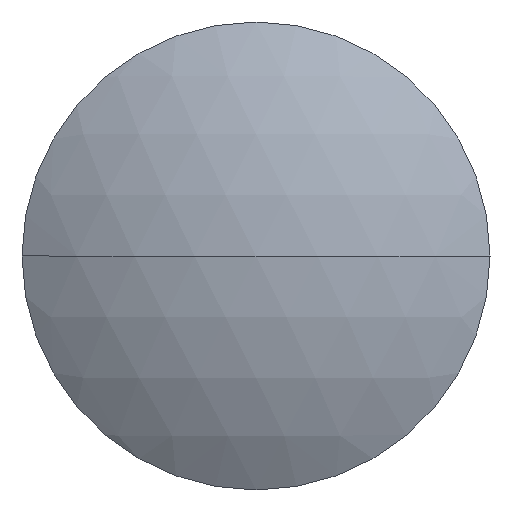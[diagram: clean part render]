
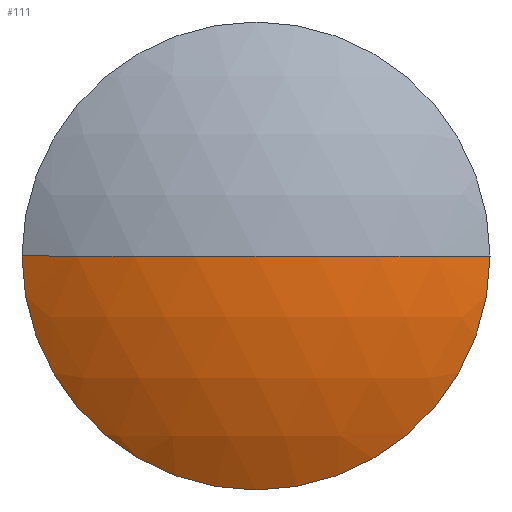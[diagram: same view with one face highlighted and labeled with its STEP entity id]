
A CAD part, left-side view. The second image highlights one B-rep face of the part: STEP entity #111.
In plain terms, the highlighted spherical face has radius 23.7 mm.
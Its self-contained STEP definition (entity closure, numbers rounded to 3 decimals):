
#5 = AXIS2_PLACEMENT_3D ( 'NONE', #48, #91, #138 ) ;
#28 = EDGE_CURVE ( 'NONE', #183, #86, #151, .T. ) ;
#34 = DIRECTION ( 'NONE',  ( 1., 0., 0. ) ) ;
#41 = EDGE_CURVE ( 'NONE', #125, #86, #65, .T. ) ;
#48 = CARTESIAN_POINT ( 'NONE',  ( 146.312, 65.217, 0. ) ) ;
#55 = CARTESIAN_POINT ( 'NONE',  ( 126.177, 65.217, 0. ) ) ;
#65 = CIRCLE ( 'NONE', #90, 23.7 ) ;
#67 = DIRECTION ( 'NONE',  ( 0., 1., 0. ) ) ;
#77 = EDGE_LOOP ( 'NONE', ( #113, #89, #103 ) ) ;
#86 = VERTEX_POINT ( 'NONE', #107 ) ;
#89 = ORIENTED_EDGE ( 'NONE', *, *, #28, .T. ) ;
#90 = AXIS2_PLACEMENT_3D ( 'NONE', #153, #174, #34 ) ;
#91 = DIRECTION ( 'NONE',  ( 0., 0., -1. ) ) ;
#103 = ORIENTED_EDGE ( 'NONE', *, *, #41, .F. ) ;
#107 = CARTESIAN_POINT ( 'NONE',  ( 122.612, 65.217, 0. ) ) ;
#111 = ADVANCED_FACE ( 'NONE', ( #149 ), #177, .T. ) ;
#112 = CARTESIAN_POINT ( 'NONE',  ( 126.177, 77.717, 0. ) ) ;
#113 = ORIENTED_EDGE ( 'NONE', *, *, #145, .T. ) ;
#125 = VERTEX_POINT ( 'NONE', #112 ) ;
#136 = CARTESIAN_POINT ( 'NONE',  ( 126.177, 52.717, 0. ) ) ;
#138 = DIRECTION ( 'NONE',  ( 0., 1., 0. ) ) ;
#140 = DIRECTION ( 'NONE',  ( 0., -1., 0. ) ) ;
#142 = DIRECTION ( 'NONE',  ( 0., 0., -1. ) ) ;
#145 = EDGE_CURVE ( 'NONE', #125, #183, #184, .T. ) ;
#149 = FACE_OUTER_BOUND ( 'NONE', #77, .T. ) ;
#151 = CIRCLE ( 'NONE', #5, 23.7 ) ;
#153 = CARTESIAN_POINT ( 'NONE',  ( 146.312, 65.217, 0. ) ) ;
#166 = AXIS2_PLACEMENT_3D ( 'NONE', #55, #175, #140 ) ;
#174 = DIRECTION ( 'NONE',  ( 0., 0., 1. ) ) ;
#175 = DIRECTION ( 'NONE',  ( -1., 0., 0. ) ) ;
#177 = SPHERICAL_SURFACE ( 'NONE', #179, 23.7 ) ;
#179 = AXIS2_PLACEMENT_3D ( 'NONE', #187, #142, #67 ) ;
#183 = VERTEX_POINT ( 'NONE', #136 ) ;
#184 = CIRCLE ( 'NONE', #166, 12.5 ) ;
#187 = CARTESIAN_POINT ( 'NONE',  ( 146.312, 65.217, 0. ) ) ;
